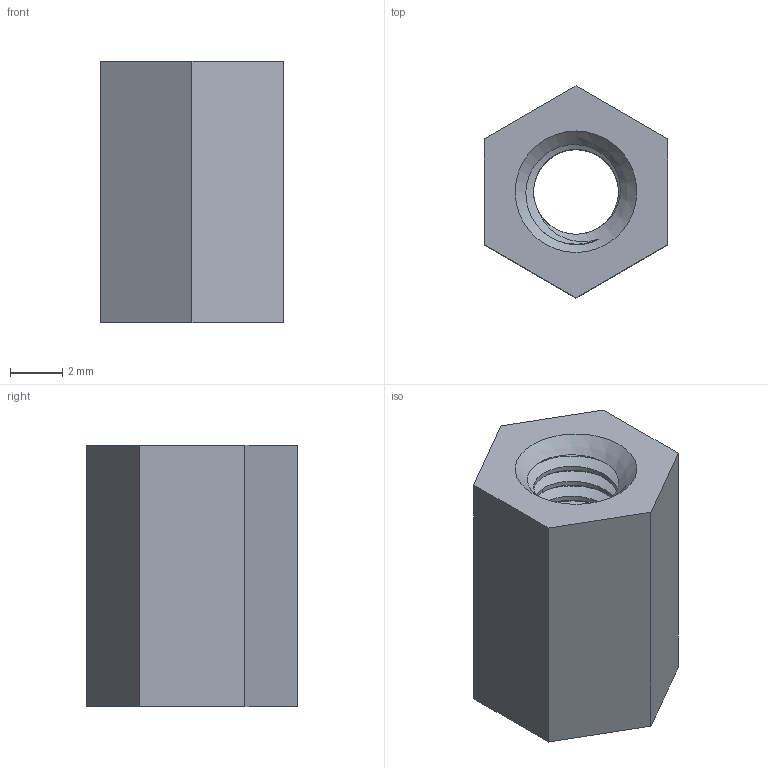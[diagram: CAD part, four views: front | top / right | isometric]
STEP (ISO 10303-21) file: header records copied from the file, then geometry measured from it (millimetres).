
FILE_DESCRIPTION(('STEP AP203'), '1');
FILE_NAME('hex spacer standoff nut M4 L10', '', ('UNSPECIFIED'), ('UNSPECIFIED'), 'ASCON STEP Converter 1.6', 'ASCON Math Kernel', '');
FILE_SCHEMA(('CONFIG_CONTROL_DESIGN'));
Length unit declared in the file: millimetre
Bounding box: 7 x 8.08 x 10 mm (x, y, z)
Volume: 319.6 mm3; surface area: 480.6 mm2
Topology: 1 solids, 1 shells, 29 faces, 82 edges, 56 vertices
Faces by surface type: cylinder 16, plane 8, bspline 3, cone 2
Entity records: 11441 total; most frequent: CARTESIAN_POINT 10503, ORIENTED_EDGE 158, DIRECTION 95, EDGE_CURVE 79, VERTEX_POINT 54, B_SPLINE_CURVE_WITH_KNOTS 43, EDGE_LOOP 33, LINE 33
